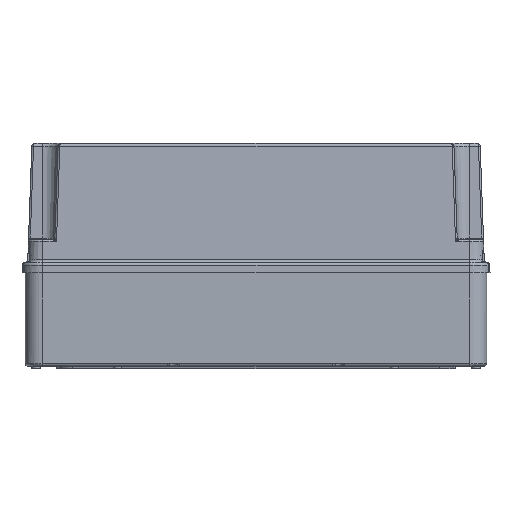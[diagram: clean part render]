
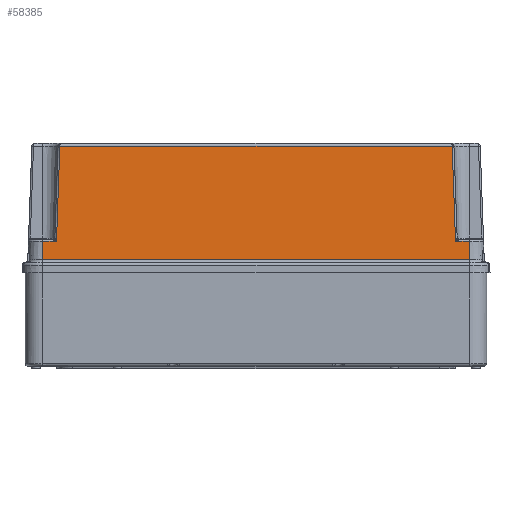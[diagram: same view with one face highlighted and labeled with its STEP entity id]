
A CAD part, front view. The second image highlights one B-rep face of the part: STEP entity #58385.
In plain terms, the highlighted planar face has unit normal (0, -0.999, 0.035).
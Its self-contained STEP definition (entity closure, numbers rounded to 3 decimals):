
#58335=AXIS2_PLACEMENT_3D('Plane Axis2P3D',#58332,#58333,#58334) ;
#52868=CARTESIAN_POINT('Vertex',(-180.4,-231.916,10.913)) ;
#52871=CARTESIAN_POINT('Line Origine',(-180.4,-231.617,19.456)) ;
#52875=CARTESIAN_POINT('Vertex',(-180.4,-231.37,26.552)) ;
#53975=CARTESIAN_POINT('Vertex',(180.4,-231.37,26.552)) ;
#53978=CARTESIAN_POINT('Line Origine',(180.4,-231.617,19.456)) ;
#53982=CARTESIAN_POINT('Vertex',(180.4,-231.916,10.913)) ;
#58332=CARTESIAN_POINT('Axis2P3D Location',(0.,-231.916,10.913)) ;
#58337=CARTESIAN_POINT('Line Origine',(-167.245,-229.963,66.82)) ;
#58341=CARTESIAN_POINT('Vertex',(-165.839,-228.557,107.087)) ;
#58343=CARTESIAN_POINT('Vertex',(-168.651,-231.37,26.552)) ;
#58346=CARTESIAN_POINT('Line Origine',(-174.526,-231.37,26.552)) ;
#58351=CARTESIAN_POINT('Line Origine',(0.,-231.916,10.913)) ;
#58356=CARTESIAN_POINT('Line Origine',(174.526,-231.37,26.552)) ;
#58360=CARTESIAN_POINT('Vertex',(168.651,-231.37,26.552)) ;
#58363=CARTESIAN_POINT('Line Origine',(167.245,-229.963,66.82)) ;
#58367=CARTESIAN_POINT('Vertex',(165.839,-228.557,107.087)) ;
#58370=CARTESIAN_POINT('Line Origine',(0.,-228.557,107.087)) ;
#52872=DIRECTION('Vector Direction',(0.,-0.035,-0.999)) ;
#53979=DIRECTION('Vector Direction',(0.,-0.035,-0.999)) ;
#58333=DIRECTION('Axis2P3D Direction',(0.,0.999,-0.035)) ;
#58334=DIRECTION('Axis2P3D XDirection',(0.,0.035,0.999)) ;
#58338=DIRECTION('Vector Direction',(0.035,0.035,0.999)) ;
#58347=DIRECTION('Vector Direction',(1.,0.,0.)) ;
#58352=DIRECTION('Vector Direction',(1.,0.,0.)) ;
#58357=DIRECTION('Vector Direction',(1.,0.,0.)) ;
#58364=DIRECTION('Vector Direction',(-0.035,0.035,0.999)) ;
#58371=DIRECTION('Vector Direction',(-1.,0.,0.)) ;
#52873=VECTOR('Line Direction',#52872,1.) ;
#53980=VECTOR('Line Direction',#53979,1.) ;
#58339=VECTOR('Line Direction',#58338,1.) ;
#58348=VECTOR('Line Direction',#58347,1.) ;
#58353=VECTOR('Line Direction',#58352,1.) ;
#58358=VECTOR('Line Direction',#58357,1.) ;
#58365=VECTOR('Line Direction',#58364,1.) ;
#58372=VECTOR('Line Direction',#58371,1.) ;
#58376=ORIENTED_EDGE('',*,*,#58345,.T.) ;
#58377=ORIENTED_EDGE('',*,*,#58350,.T.) ;
#58378=ORIENTED_EDGE('',*,*,#52877,.F.) ;
#58379=ORIENTED_EDGE('',*,*,#58355,.F.) ;
#58380=ORIENTED_EDGE('',*,*,#53984,.T.) ;
#58381=ORIENTED_EDGE('',*,*,#58362,.F.) ;
#58382=ORIENTED_EDGE('',*,*,#58369,.T.) ;
#58383=ORIENTED_EDGE('',*,*,#58374,.F.) ;
#58385=ADVANCED_FACE('PartBody',(#58384),#58336,.F.) ;
#52877=EDGE_CURVE('',#52869,#52876,#52874,.F.) ;
#53984=EDGE_CURVE('',#53983,#53976,#53981,.F.) ;
#58345=EDGE_CURVE('',#58342,#58344,#58340,.F.) ;
#58350=EDGE_CURVE('',#58344,#52876,#58349,.F.) ;
#58355=EDGE_CURVE('',#53983,#52869,#58354,.F.) ;
#58362=EDGE_CURVE('',#58361,#53976,#58359,.T.) ;
#58369=EDGE_CURVE('',#58361,#58368,#58366,.T.) ;
#58374=EDGE_CURVE('',#58342,#58368,#58373,.F.) ;
#58375=EDGE_LOOP('',(#58376,#58377,#58378,#58379,#58380,#58381,#58382,#58383)) ;
#58384=FACE_OUTER_BOUND('',#58375,.T.) ;
#52874=LINE('Line',#52871,#52873) ;
#53981=LINE('Line',#53978,#53980) ;
#58340=LINE('Line',#58337,#58339) ;
#58349=LINE('Line',#58346,#58348) ;
#58354=LINE('Line',#58351,#58353) ;
#58359=LINE('Line',#58356,#58358) ;
#58366=LINE('Line',#58363,#58365) ;
#58373=LINE('Line',#58370,#58372) ;
#58336=PLANE('',#58335) ;
#52869=VERTEX_POINT('',#52868) ;
#52876=VERTEX_POINT('',#52875) ;
#53976=VERTEX_POINT('',#53975) ;
#53983=VERTEX_POINT('',#53982) ;
#58342=VERTEX_POINT('',#58341) ;
#58344=VERTEX_POINT('',#58343) ;
#58361=VERTEX_POINT('',#58360) ;
#58368=VERTEX_POINT('',#58367) ;
